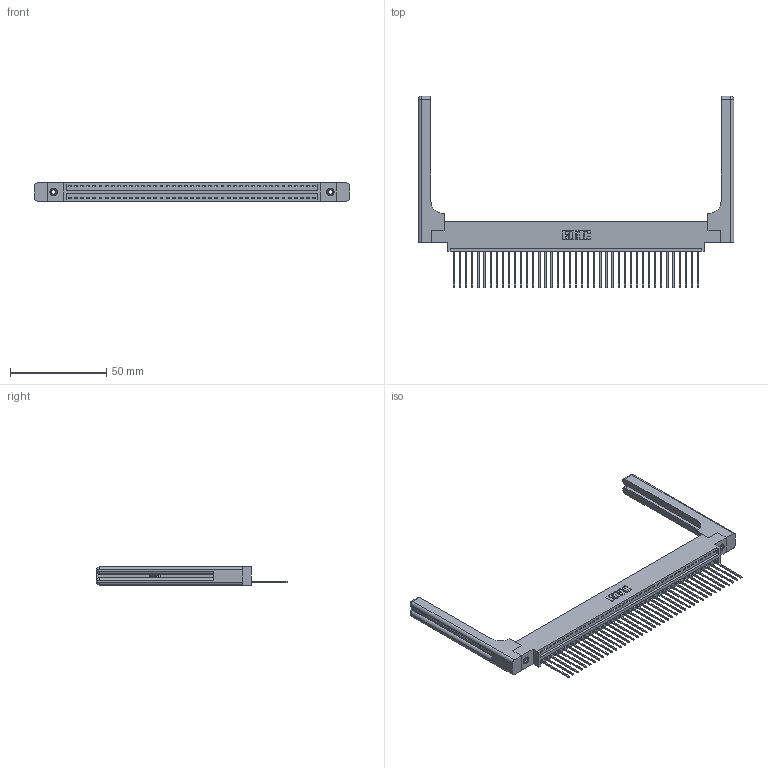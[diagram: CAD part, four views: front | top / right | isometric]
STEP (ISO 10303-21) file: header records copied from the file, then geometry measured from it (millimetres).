
FILE_DESCRIPTION (( 'STEP AP203' ), '1' );
FILE_NAME ('396-041-541-658.STEP', '2019-10-27T21:19:57', ( '' ), ( '' ), 'SwSTEP 2.0', 'SolidWorks 2016', '' );
FILE_SCHEMA (( 'CONFIG_CONTROL_DESIGN' ));
Length unit declared in the file: inch
Products named in the file (5): 346 Part_0.170 Offset - 0.156 Dia-TH; 345-250-001_345-250-001-102; 345-292-001_345-293-141; 346-220-058_345-220-058; 396-041-541-658
Assembly tree (46 placements, depth 2):
  396-041-541-658
    346 Part_0.170 Offset - 0.156 Dia-TH
    345-292-001_345-293-141  x41
    345-250-001_345-250-001-102  x2
    346-220-058_345-220-058  x2
Bounding box: 164.24 x 99.57 x 9.4 mm (x, y, z)
Volume: 23213.2 mm3; surface area: 25743.8 mm2
Topology: 46 solids, 46 shells, 2760 faces, 8223 edges, 5406 vertices
Faces by surface type: plane 1868, cylinder 832, bspline 36, cone 12, sphere 8, torus 4
Entity records: 30912 total; most frequent: CARTESIAN_POINT 6280, ORIENTED_EDGE 5052, DIRECTION 4472, EDGE_CURVE 2526, VECTOR 2138, LINE 2138, VERTEX_POINT 1674, AXIS2_PLACEMENT_3D 1167
